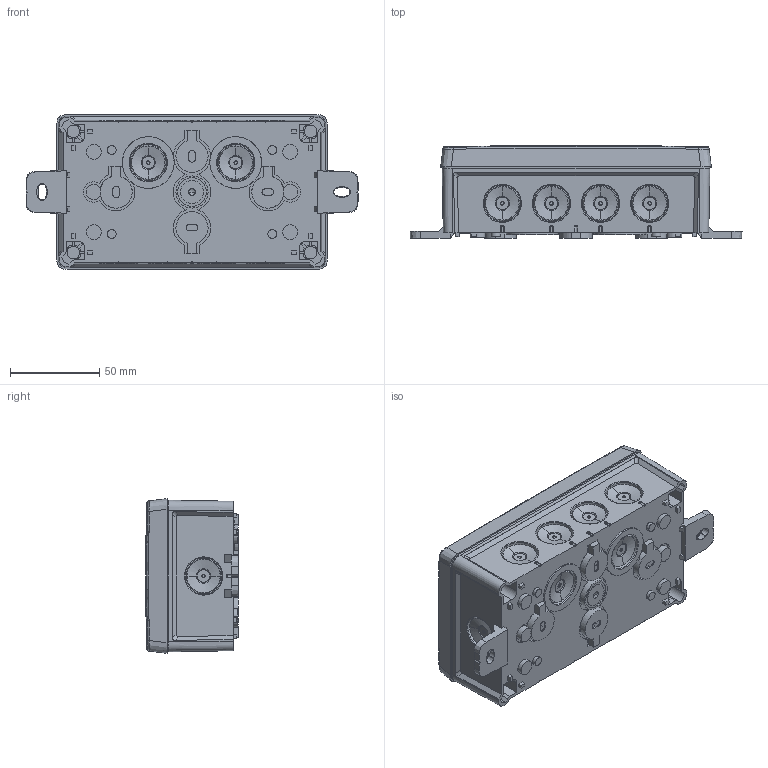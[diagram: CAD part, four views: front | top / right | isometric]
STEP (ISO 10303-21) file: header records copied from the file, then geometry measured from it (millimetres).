
FILE_DESCRIPTION((''),'2;1');
FILE_NAME('BG-ABOX-2X025-NEVID-STAND_CA_ASM','2024-03-20T12:57:12',('smc'),('NET AG system integration'),'CREO PARAMETRIC BY PTC INC, 2021284','CREO PARAMETRIC BY PTC INC, 2021284','');
FILE_SCHEMA(('AUTOMOTIVE_DESIGN { 1 0 10303 214 1 1 1 1 }'));
Products named in the file (5): KASTEN-ABOX-2X025-STD-VS_CA; DECKEL-ABOX-2X025-NEVI-STAND_CA; SCHRAUBE_D4X21_NEVID; KASTEN-ABOX-2X025AB-STD-VS_CA; BG-ABOX-2X025-NEVID-STAND_CA_ASM
Assembly tree (7 placements, depth 2):
  BG-ABOX-2X025-NEVID-STAND_CA_ASM
    KASTEN-ABOX-2X025-STD-VS_CA
    DECKEL-ABOX-2X025-NEVI-STAND_CA
    SCHRAUBE_D4X21_NEVID  x4
    KASTEN-ABOX-2X025AB-STD-VS_CA
Bounding box: 186 x 52 x 86.6 mm (x, y, z)
Volume: 234514.2 mm3; surface area: 218642.8 mm2
Topology: 7 solids, 11 shells, 3622 faces, 9271 edges, 5974 vertices
Faces by surface type: plane 1748, cylinder 932, cone 576, bspline 199, sphere 75, torus 71, extrusion 16, revolution 5
Entity records: 145674 total; most frequent: CARTESIAN_POINT 35119, ORIENTED_EDGE 17454, DIRECTION 16229, EDGE_CURVE 8727, AXIS2_PLACEMENT_3D 5668, VERTEX_POINT 5650, PRESENTATION_STYLE_ASSIGNMENT 4941, STYLED_ITEM 4941
